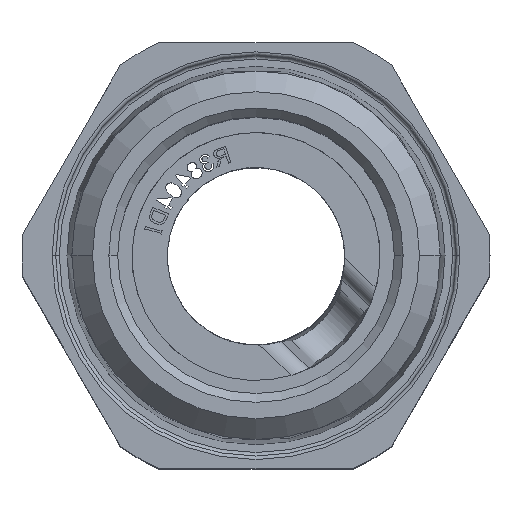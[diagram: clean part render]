
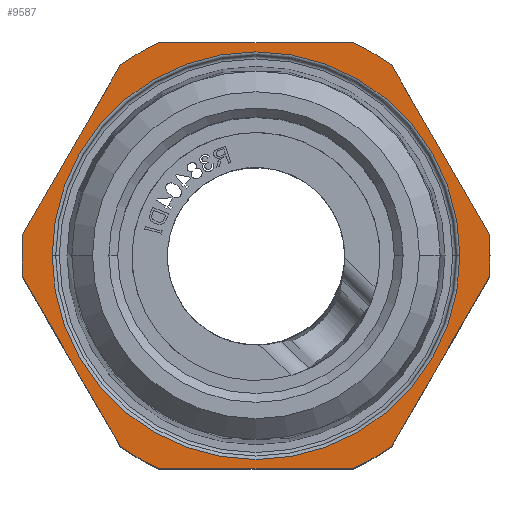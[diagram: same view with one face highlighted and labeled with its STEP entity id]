
A CAD part, top view. The second image highlights one B-rep face of the part: STEP entity #9587.
In plain terms, the highlighted planar face has unit normal (0, 0, 1).
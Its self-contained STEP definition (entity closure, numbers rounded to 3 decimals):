
#71 = DIRECTION ( 'NONE',  ( 1., 0., 0. ) ) ;
#130 = ORIENTED_EDGE ( 'NONE', *, *, #3752, .F. ) ;
#162 = ORIENTED_EDGE ( 'NONE', *, *, #8059, .T. ) ;
#227 = CARTESIAN_POINT ( 'NONE',  ( -13.142, 1.238, 14.2 ) ) ;
#230 = EDGE_CURVE ( 'NONE', #2069, #4906, #6607, .T. ) ;
#275 = CARTESIAN_POINT ( 'NONE',  ( 6.928, -12., 14.2 ) ) ;
#334 = DIRECTION ( 'NONE',  ( 0.5, 0.866, 0. ) ) ;
#338 = EDGE_CURVE ( 'NONE', #8925, #6973, #5850, .T. ) ;
#375 = DIRECTION ( 'NONE',  ( 1., 0., 0. ) ) ;
#405 = VERTEX_POINT ( 'NONE', #7648 ) ;
#425 = VECTOR ( 'NONE', #3201, 1000. ) ;
#499 = EDGE_CURVE ( 'NONE', #8391, #2935, #3448, .T. ) ;
#587 = ORIENTED_EDGE ( 'NONE', *, *, #338, .T. ) ;
#659 = DIRECTION ( 'NONE',  ( 1., 0., 0. ) ) ;
#675 = DIRECTION ( 'NONE',  ( 1., 0., 0. ) ) ;
#851 = CARTESIAN_POINT ( 'NONE',  ( -7.643, 10.762, 14.2 ) ) ;
#888 = VERTEX_POINT ( 'NONE', #5078 ) ;
#1174 = VERTEX_POINT ( 'NONE', #227 ) ;
#1177 = FACE_BOUND ( 'NONE', #5860, .T. ) ;
#1182 = CARTESIAN_POINT ( 'NONE',  ( 0., 0., 14.2 ) ) ;
#1228 = CARTESIAN_POINT ( 'NONE',  ( 0., 0., 14.2 ) ) ;
#1247 = VERTEX_POINT ( 'NONE', #3702 ) ;
#1431 = ORIENTED_EDGE ( 'NONE', *, *, #2832, .T. ) ;
#1746 = CARTESIAN_POINT ( 'NONE',  ( 0., 0., 14.2 ) ) ;
#1994 = ORIENTED_EDGE ( 'NONE', *, *, #10407, .F. ) ;
#2005 = EDGE_CURVE ( 'NONE', #6973, #8925, #2155, .T. ) ;
#2069 = VERTEX_POINT ( 'NONE', #851 ) ;
#2155 = CIRCLE ( 'NONE', #4008, 11.5 ) ;
#2214 = EDGE_CURVE ( 'NONE', #3723, #1247, #9473, .T. ) ;
#2465 = CARTESIAN_POINT ( 'NONE',  ( 0., 0., 14.2 ) ) ;
#2487 = CARTESIAN_POINT ( 'NONE',  ( -11.5, 0., 14.2 ) ) ;
#2807 = CARTESIAN_POINT ( 'NONE',  ( 0., 0., 14.2 ) ) ;
#2832 = EDGE_CURVE ( 'NONE', #5241, #4906, #7584, .T. ) ;
#2935 = VERTEX_POINT ( 'NONE', #7731 ) ;
#2943 = CARTESIAN_POINT ( 'NONE',  ( 7.643, 10.762, 14.2 ) ) ;
#3069 = CIRCLE ( 'NONE', #4534, 13.2 ) ;
#3146 = AXIS2_PLACEMENT_3D ( 'NONE', #2807, #10116, #375 ) ;
#3178 = CARTESIAN_POINT ( 'NONE',  ( 13.856, 0., 14.2 ) ) ;
#3201 = DIRECTION ( 'NONE',  ( -0.5, -0.866, 0. ) ) ;
#3397 = DIRECTION ( 'NONE',  ( 1., 0., 0. ) ) ;
#3448 = CIRCLE ( 'NONE', #7229, 13.2 ) ;
#3522 = DIRECTION ( 'NONE',  ( -1., 0., 0. ) ) ;
#3602 = CARTESIAN_POINT ( 'NONE',  ( -5.499, 12., 14.2 ) ) ;
#3609 = LINE ( 'NONE', #275, #8148 ) ;
#3702 = CARTESIAN_POINT ( 'NONE',  ( -7.643, -10.762, 14.2 ) ) ;
#3723 = VERTEX_POINT ( 'NONE', #8562 ) ;
#3752 = EDGE_CURVE ( 'NONE', #8192, #405, #10098, .T. ) ;
#3973 = DIRECTION ( 'NONE',  ( -0.5, 0.866, 0. ) ) ;
#4008 = AXIS2_PLACEMENT_3D ( 'NONE', #8206, #7282, #71 ) ;
#4010 = CIRCLE ( 'NONE', #6546, 13.2 ) ;
#4295 = ORIENTED_EDGE ( 'NONE', *, *, #499, .F. ) ;
#4437 = DIRECTION ( 'NONE',  ( 0., 0., -1. ) ) ;
#4534 = AXIS2_PLACEMENT_3D ( 'NONE', #2465, #9574, #5631 ) ;
#4541 = EDGE_CURVE ( 'NONE', #5424, #888, #4010, .T. ) ;
#4666 = DIRECTION ( 'NONE',  ( 0., 0., -1. ) ) ;
#4685 = AXIS2_PLACEMENT_3D ( 'NONE', #6184, #10268, #675 ) ;
#4783 = ORIENTED_EDGE ( 'NONE', *, *, #7099, .F. ) ;
#4906 = VERTEX_POINT ( 'NONE', #3602 ) ;
#4996 = EDGE_LOOP ( 'NONE', ( #6942, #5341, #162, #130, #6992, #4783, #1431, #7183, #10388, #1994, #4295, #7797, #8568 ) ) ;
#5048 = EDGE_CURVE ( 'NONE', #8192, #6685, #9055, .T. ) ;
#5078 = CARTESIAN_POINT ( 'NONE',  ( 5.499, -12., 14.2 ) ) ;
#5119 = EDGE_CURVE ( 'NONE', #8391, #1247, #6033, .T. ) ;
#5241 = VERTEX_POINT ( 'NONE', #9542 ) ;
#5341 = ORIENTED_EDGE ( 'NONE', *, *, #4541, .F. ) ;
#5348 = CIRCLE ( 'NONE', #6772, 13.2 ) ;
#5424 = VERTEX_POINT ( 'NONE', #6717 ) ;
#5486 = DIRECTION ( 'NONE',  ( 1., 0., 0. ) ) ;
#5552 = PLANE ( 'NONE',  #7781 ) ;
#5631 = DIRECTION ( 'NONE',  ( 1., 0., 0. ) ) ;
#5697 = CARTESIAN_POINT ( 'NONE',  ( -6.928, 12., 14.2 ) ) ;
#5850 = CIRCLE ( 'NONE', #4685, 11.5 ) ;
#5860 = EDGE_LOOP ( 'NONE', ( #6041, #587 ) ) ;
#6003 = CARTESIAN_POINT ( 'NONE',  ( 11.5, 0., 14.2 ) ) ;
#6033 = LINE ( 'NONE', #8246, #7676 ) ;
#6041 = ORIENTED_EDGE ( 'NONE', *, *, #2005, .T. ) ;
#6113 = LINE ( 'NONE', #5697, #425 ) ;
#6184 = CARTESIAN_POINT ( 'NONE',  ( 0., 0., 14.2 ) ) ;
#6257 = CARTESIAN_POINT ( 'NONE',  ( 0., 0., 14.2 ) ) ;
#6293 = DIRECTION ( 'NONE',  ( 1., 0., 0. ) ) ;
#6358 = AXIS2_PLACEMENT_3D ( 'NONE', #7916, #9551, #6293 ) ;
#6512 = LINE ( 'NONE', #7270, #8907 ) ;
#6535 = DIRECTION ( 'NONE',  ( 0., 0., -1. ) ) ;
#6546 = AXIS2_PLACEMENT_3D ( 'NONE', #1228, #4437, #10175 ) ;
#6607 = CIRCLE ( 'NONE', #9221, 13.2 ) ;
#6685 = VERTEX_POINT ( 'NONE', #2943 ) ;
#6717 = CARTESIAN_POINT ( 'NONE',  ( 7.643, -10.762, 14.2 ) ) ;
#6750 = EDGE_CURVE ( 'NONE', #3723, #888, #6512, .T. ) ;
#6772 = AXIS2_PLACEMENT_3D ( 'NONE', #1182, #4666, #5486 ) ;
#6942 = ORIENTED_EDGE ( 'NONE', *, *, #6750, .T. ) ;
#6973 = VERTEX_POINT ( 'NONE', #6003 ) ;
#6992 = ORIENTED_EDGE ( 'NONE', *, *, #5048, .T. ) ;
#7019 = CARTESIAN_POINT ( 'NONE',  ( 13.142, 1.238, 14.2 ) ) ;
#7021 = VECTOR ( 'NONE', #3973, 1000. ) ;
#7099 = EDGE_CURVE ( 'NONE', #5241, #6685, #5348, .T. ) ;
#7183 = ORIENTED_EDGE ( 'NONE', *, *, #230, .F. ) ;
#7229 = AXIS2_PLACEMENT_3D ( 'NONE', #7899, #7863, #8765 ) ;
#7270 = CARTESIAN_POINT ( 'NONE',  ( -6.928, -12., 14.2 ) ) ;
#7282 = DIRECTION ( 'NONE',  ( 0., 0., -1. ) ) ;
#7584 = LINE ( 'NONE', #7609, #10120 ) ;
#7609 = CARTESIAN_POINT ( 'NONE',  ( 6.928, 12., 14.2 ) ) ;
#7648 = CARTESIAN_POINT ( 'NONE',  ( 13.142, -1.238, 14.2 ) ) ;
#7676 = VECTOR ( 'NONE', #9083, 1000. ) ;
#7731 = CARTESIAN_POINT ( 'NONE',  ( -13.2, 0., 14.2 ) ) ;
#7781 = AXIS2_PLACEMENT_3D ( 'NONE', #6257, #9512, #9660 ) ;
#7797 = ORIENTED_EDGE ( 'NONE', *, *, #5119, .T. ) ;
#7863 = DIRECTION ( 'NONE',  ( 0., 0., -1. ) ) ;
#7899 = CARTESIAN_POINT ( 'NONE',  ( 0., 0., 14.2 ) ) ;
#7916 = CARTESIAN_POINT ( 'NONE',  ( 0., 0., 14.2 ) ) ;
#8023 = EDGE_CURVE ( 'NONE', #2069, #1174, #6113, .T. ) ;
#8059 = EDGE_CURVE ( 'NONE', #5424, #405, #3609, .T. ) ;
#8148 = VECTOR ( 'NONE', #334, 1000. ) ;
#8192 = VERTEX_POINT ( 'NONE', #7019 ) ;
#8206 = CARTESIAN_POINT ( 'NONE',  ( 0., 0., 14.2 ) ) ;
#8246 = CARTESIAN_POINT ( 'NONE',  ( -13.856, 0., 14.2 ) ) ;
#8307 = CARTESIAN_POINT ( 'NONE',  ( -13.142, -1.238, 14.2 ) ) ;
#8391 = VERTEX_POINT ( 'NONE', #8307 ) ;
#8562 = CARTESIAN_POINT ( 'NONE',  ( -5.499, -12., 14.2 ) ) ;
#8568 = ORIENTED_EDGE ( 'NONE', *, *, #2214, .F. ) ;
#8765 = DIRECTION ( 'NONE',  ( 1., 0., 0. ) ) ;
#8907 = VECTOR ( 'NONE', #659, 1000. ) ;
#8925 = VERTEX_POINT ( 'NONE', #2487 ) ;
#9055 = LINE ( 'NONE', #3178, #7021 ) ;
#9083 = DIRECTION ( 'NONE',  ( 0.5, -0.866, 0. ) ) ;
#9221 = AXIS2_PLACEMENT_3D ( 'NONE', #1746, #6535, #3397 ) ;
#9473 = CIRCLE ( 'NONE', #3146, 13.2 ) ;
#9512 = DIRECTION ( 'NONE',  ( 0., 0., 1. ) ) ;
#9542 = CARTESIAN_POINT ( 'NONE',  ( 5.499, 12., 14.2 ) ) ;
#9551 = DIRECTION ( 'NONE',  ( 0., 0., -1. ) ) ;
#9574 = DIRECTION ( 'NONE',  ( 0., 0., -1. ) ) ;
#9587 = ADVANCED_FACE ( 'NONE', ( #1177, #9637 ), #5552, .T. ) ;
#9637 = FACE_OUTER_BOUND ( 'NONE', #4996, .T. ) ;
#9660 = DIRECTION ( 'NONE',  ( 1., 0., 0. ) ) ;
#10098 = CIRCLE ( 'NONE', #6358, 13.2 ) ;
#10116 = DIRECTION ( 'NONE',  ( 0., 0., -1. ) ) ;
#10120 = VECTOR ( 'NONE', #3522, 1000. ) ;
#10175 = DIRECTION ( 'NONE',  ( 1., 0., 0. ) ) ;
#10268 = DIRECTION ( 'NONE',  ( 0., 0., -1. ) ) ;
#10388 = ORIENTED_EDGE ( 'NONE', *, *, #8023, .T. ) ;
#10407 = EDGE_CURVE ( 'NONE', #2935, #1174, #3069, .T. ) ;
